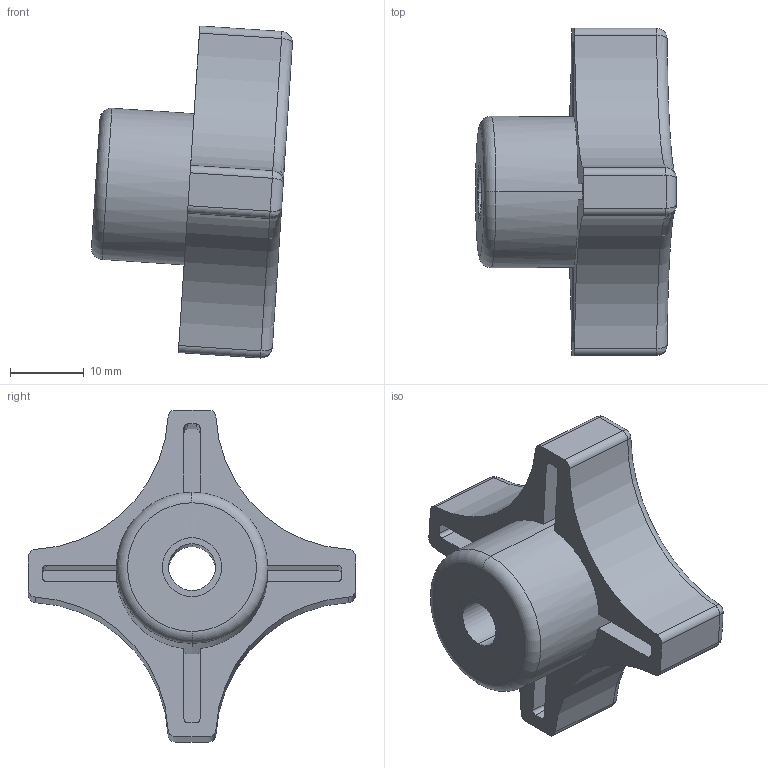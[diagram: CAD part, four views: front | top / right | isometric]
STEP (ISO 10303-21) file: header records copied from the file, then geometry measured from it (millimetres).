
FILE_DESCRIPTION(('STEP AP214'),'1');
FILE_NAME('00CMK-0034-00 (Cylinder Mounting Knob, Short).stp','2023-09-22T23:22:01',(' '),(' '),'Spatial InterOp 3D',' ',' ');
FILE_SCHEMA(('AUTOMOTIVE_DESIGN { 1 0 10303 214 1 1 1 1 }'));
Length unit declared in the file: inch
Products named in the file (1): 1
Bounding box: 27.29 x 44.45 x 45.09 mm (x, y, z)
Volume: 11763.9 mm3; surface area: 5892.1 mm2
Topology: 1 solids, 1 shells, 70 faces, 178 edges, 106 vertices
Faces by surface type: cylinder 30, plane 26, bspline 8, torus 6
Entity records: 2853 total; most frequent: CARTESIAN_POINT 1187, DIRECTION 352, ORIENTED_EDGE 340, EDGE_CURVE 170, AXIS2_PLACEMENT_3D 135, VERTEX_POINT 106, LINE 82, VECTOR 82
